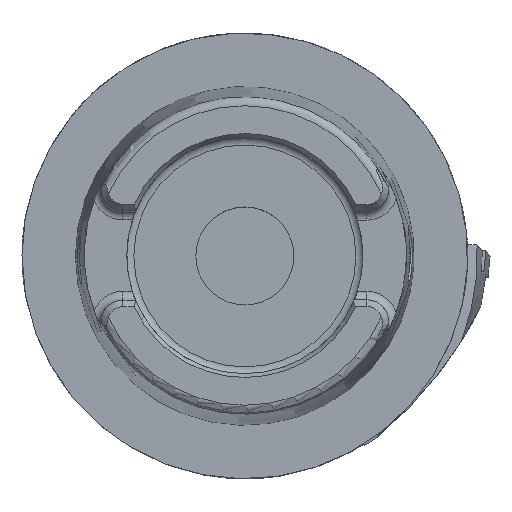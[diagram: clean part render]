
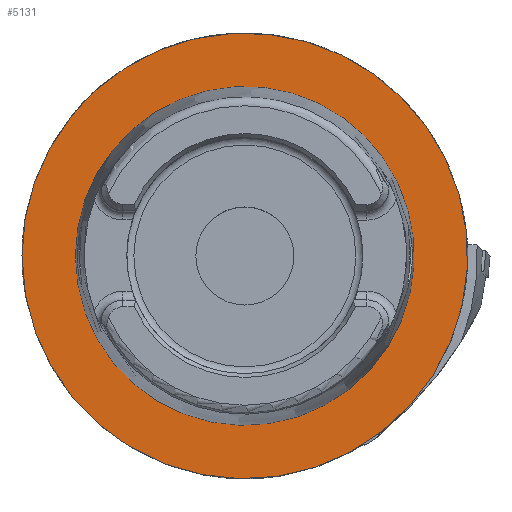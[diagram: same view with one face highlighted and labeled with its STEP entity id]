
A CAD part, top view. The second image highlights one B-rep face of the part: STEP entity #5131.
In plain terms, the highlighted planar face has unit normal (0, 0, 1).
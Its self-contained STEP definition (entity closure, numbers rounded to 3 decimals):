
#145 = DIRECTION ( 'NONE',  ( -1., 0., 0. ) ) ;
#146 = DIRECTION ( 'NONE',  ( 0., 0., -1. ) ) ;
#148 = CARTESIAN_POINT ( 'NONE',  ( 0., 0., 0. ) ) ;
#149 = DIRECTION ( 'NONE',  ( -1., 0., 0. ) ) ;
#150 = DIRECTION ( 'NONE',  ( 0., 0., -1. ) ) ;
#151 = CARTESIAN_POINT ( 'NONE',  ( 0., 0., 0. ) ) ;
#639 = AXIS2_PLACEMENT_3D ( 'NONE', #2919, #2918, #2925 ) ;
#1129 = EDGE_LOOP ( 'NONE', ( #1473 ) ) ;
#1139 = EDGE_LOOP ( 'NONE', ( #1472 ) ) ;
#1472 = ORIENTED_EDGE ( 'NONE', *, *, #4628, .F. ) ;
#1473 = ORIENTED_EDGE ( 'NONE', *, *, #4629, .T. ) ;
#2784 = VERTEX_POINT ( 'NONE', #2787 ) ;
#2786 = VERTEX_POINT ( 'NONE', #2789 ) ;
#2787 = CARTESIAN_POINT ( 'NONE',  ( -50., 0., 0. ) ) ;
#2789 = CARTESIAN_POINT ( 'NONE',  ( -38.007, 0., 0. ) ) ;
#2918 = DIRECTION ( 'NONE',  ( 0., 0., -1. ) ) ;
#2919 = CARTESIAN_POINT ( 'NONE',  ( -40.174, 0., 0. ) ) ;
#2920 = FACE_OUTER_BOUND ( 'NONE', #1139, .T. ) ;
#2922 = FACE_BOUND ( 'NONE', #1129, .T. ) ;
#2923 = PLANE ( 'NONE',  #639 ) ;
#2925 = DIRECTION ( 'NONE',  ( 0., -1., 0. ) ) ;
#4628 = EDGE_CURVE ( 'NONE', #2784, #2784, #6891, .T. ) ;
#4629 = EDGE_CURVE ( 'NONE', #2786, #2786, #6881, .T. ) ;
#5131 = ADVANCED_FACE ( 'NONE', ( #2920, #2922 ), #2923, .F. ) ;
#6881 = CIRCLE ( 'NONE', #6884, 38.007 ) ;
#6883 = AXIS2_PLACEMENT_3D ( 'NONE', #151, #150, #149 ) ;
#6884 = AXIS2_PLACEMENT_3D ( 'NONE', #148, #146, #145 ) ;
#6891 = CIRCLE ( 'NONE', #6883, 50. ) ;
